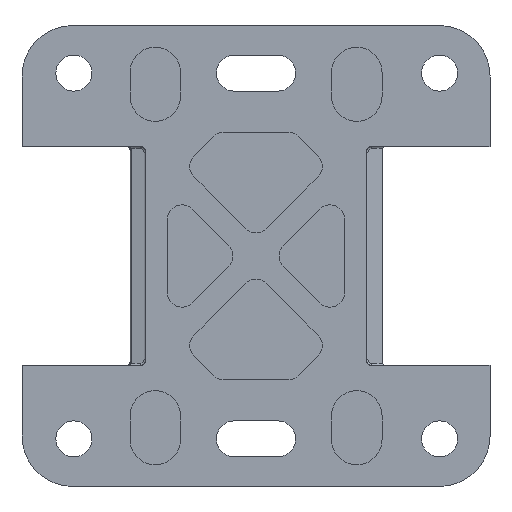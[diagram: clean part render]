
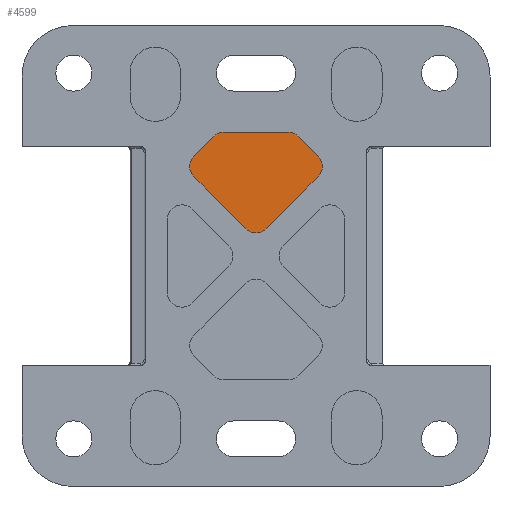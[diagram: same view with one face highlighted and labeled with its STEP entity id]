
A CAD part, front view. The second image highlights one B-rep face of the part: STEP entity #4599.
In plain terms, the highlighted planar face has unit normal (0, -1, 0).
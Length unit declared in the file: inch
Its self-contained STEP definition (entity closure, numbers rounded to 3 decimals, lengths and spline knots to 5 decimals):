
#1500=DIRECTION('',(0.707,0.,-0.707));
#1501=VECTOR('',#1500,0.40157);
#1502=CARTESIAN_POINT('',(0.93989,0.07874,
0.433));
#1503=LINE('',#1502,#1501);
#1504=CARTESIAN_POINT('',(0.99557,0.07874,
0.48868));
#1505=DIRECTION('',(0.,-1.,0.));
#1506=DIRECTION('',(-0.707,0.,0.707));
#1507=AXIS2_PLACEMENT_3D('',#1504,#1505,#1506);
#1509=DIRECTION('',(-0.707,0.,-0.707));
#1510=VECTOR('',#1509,0.1552);
#1511=CARTESIAN_POINT('',(1.04964,0.07874,
0.6541));
#1512=LINE('',#1511,#1510);
#1513=CARTESIAN_POINT('',(1.10532,0.07874,
0.59843));
#1514=DIRECTION('',(0.,-1.,0.));
#1515=DIRECTION('',(0.,0.,1.));
#1516=AXIS2_PLACEMENT_3D('',#1513,#1514,#1515);
#1518=DIRECTION('',(-1.,0.,0.));
#1519=VECTOR('',#1518,0.34842);
#1520=CARTESIAN_POINT('',(1.45374,0.07874,
0.67717));
#1521=LINE('',#1520,#1519);
#1522=CARTESIAN_POINT('',(1.45374,0.07874,
0.59843));
#1523=DIRECTION('',(0.,-1.,0.));
#1524=DIRECTION('',(0.707,0.,0.707));
#1525=AXIS2_PLACEMENT_3D('',#1522,#1523,#1524);
#1527=DIRECTION('',(-0.707,0.,0.707));
#1528=VECTOR('',#1527,0.1552);
#1529=CARTESIAN_POINT('',(1.61916,0.07874,
0.54436));
#1530=LINE('',#1529,#1528);
#1531=CARTESIAN_POINT('',(1.56348,0.07874,
0.48868));
#1532=DIRECTION('',(0.,-1.,0.));
#1533=DIRECTION('',(0.707,0.,-0.707));
#1534=AXIS2_PLACEMENT_3D('',#1531,#1532,#1533);
#1536=DIRECTION('',(0.707,0.,0.707));
#1537=VECTOR('',#1536,0.40157);
#1538=CARTESIAN_POINT('',(1.33521,0.07874,
0.14905));
#1539=LINE('',#1538,#1537);
#1540=CARTESIAN_POINT('',(1.27953,0.07874,
0.20472));
#1541=DIRECTION('',(0.,-1.,0.));
#1542=DIRECTION('',(-0.707,0.,-0.707));
#1543=AXIS2_PLACEMENT_3D('',#1540,#1541,#1542);
#1900=CARTESIAN_POINT('',(0.93989,0.07874,
0.433));
#1901=CARTESIAN_POINT('',(1.22385,0.07874,
0.14905));
#1902=VERTEX_POINT('',#1900);
#1903=VERTEX_POINT('',#1901);
#1904=CARTESIAN_POINT('',(1.33521,0.07874,
0.14905));
#1905=CARTESIAN_POINT('',(1.61916,0.07874,
0.433));
#1906=VERTEX_POINT('',#1904);
#1907=VERTEX_POINT('',#1905);
#2244=CARTESIAN_POINT('',(1.45374,0.07874,
0.67717));
#2245=CARTESIAN_POINT('',(1.10532,0.07874,
0.67717));
#2246=VERTEX_POINT('',#2244);
#2247=VERTEX_POINT('',#2245);
#2260=CARTESIAN_POINT('',(1.61916,0.07874,
0.54436));
#2261=CARTESIAN_POINT('',(1.50942,0.07874,
0.6541));
#2262=VERTEX_POINT('',#2260);
#2263=VERTEX_POINT('',#2261);
#2264=CARTESIAN_POINT('',(1.04964,0.07874,
0.6541));
#2265=CARTESIAN_POINT('',(0.93989,0.07874,
0.54436));
#2266=VERTEX_POINT('',#2264);
#2267=VERTEX_POINT('',#2265);
#4582=CARTESIAN_POINT('',(0.,0.07874,0.));
#4583=DIRECTION('',(0.,-1.,0.));
#4584=DIRECTION('',(1.,0.,0.));
#4585=AXIS2_PLACEMENT_3D('',#4582,#4583,#4584);
#4586=PLANE('',#4585);
#4587=ORIENTED_EDGE('',*,*,#4450,.F.);
#4588=ORIENTED_EDGE('',*,*,#4465,.F.);
#4589=ORIENTED_EDGE('',*,*,#4479,.F.);
#4590=ORIENTED_EDGE('',*,*,#4493,.F.);
#4591=ORIENTED_EDGE('',*,*,#4507,.F.);
#4592=ORIENTED_EDGE('',*,*,#4521,.F.);
#4593=ORIENTED_EDGE('',*,*,#4535,.F.);
#4594=ORIENTED_EDGE('',*,*,#4549,.F.);
#4595=ORIENTED_EDGE('',*,*,#4563,.F.);
#4596=ORIENTED_EDGE('',*,*,#4576,.F.);
#4597=EDGE_LOOP('',(#4587,#4588,#4589,#4590,#4591,#4592,#4593,#4594,#4595,
#4596));
#4598=FACE_OUTER_BOUND('',#4597,.F.);
#4599=ADVANCED_FACE('',(#4598),#4586,.T.);
#1508=CIRCLE('',#1507,0.07874);
#1517=CIRCLE('',#1516,0.07874);
#1526=CIRCLE('',#1525,0.07874);
#1535=CIRCLE('',#1534,0.07874);
#1544=CIRCLE('',#1543,0.07874);
#4450=EDGE_CURVE('',#1902,#1903,#1503,.T.);
#4465=EDGE_CURVE('',#2267,#1902,#1508,.T.);
#4479=EDGE_CURVE('',#2266,#2267,#1512,.T.);
#4493=EDGE_CURVE('',#2247,#2266,#1517,.T.);
#4507=EDGE_CURVE('',#2246,#2247,#1521,.T.);
#4521=EDGE_CURVE('',#2263,#2246,#1526,.T.);
#4535=EDGE_CURVE('',#2262,#2263,#1530,.T.);
#4549=EDGE_CURVE('',#1907,#2262,#1535,.T.);
#4563=EDGE_CURVE('',#1906,#1907,#1539,.T.);
#4576=EDGE_CURVE('',#1903,#1906,#1544,.T.);
